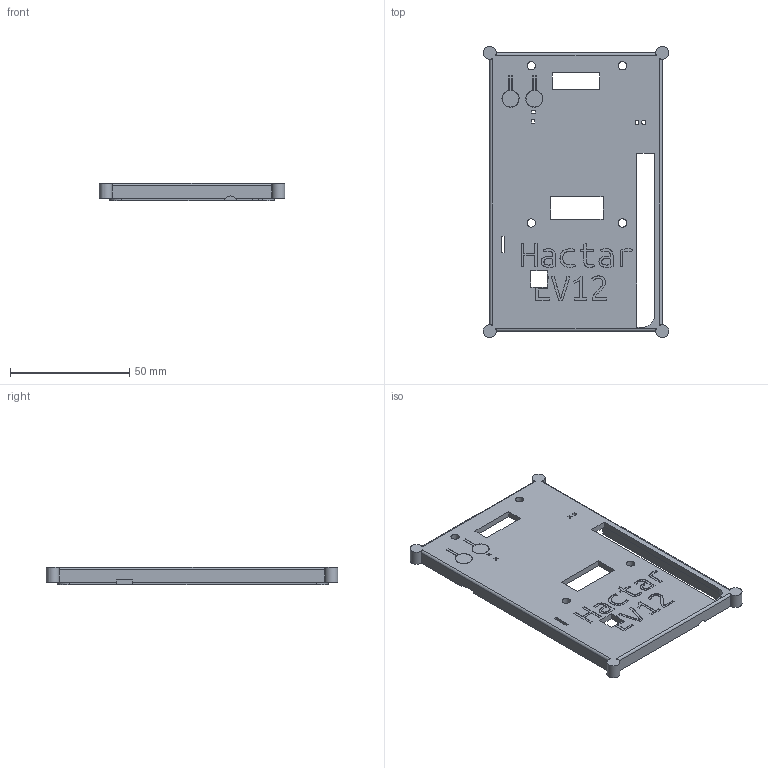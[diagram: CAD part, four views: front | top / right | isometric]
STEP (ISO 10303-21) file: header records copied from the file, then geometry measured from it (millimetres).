
FILE_DESCRIPTION(('FreeCAD Model'),'2;1');
FILE_NAME('Open CASCADE Shape Model','2025-06-18T15:25:20',(''),(''), 'Open CASCADE STEP processor 7.8','FreeCAD','Unknown');
FILE_SCHEMA(('AUTOMOTIVE_DESIGN { 1 0 10303 214 1 1 1 1 }'));
Length unit declared in the file: millimetre
Products named in the file (1): top
Bounding box: 78 x 122.5 x 7.2 mm (x, y, z)
Volume: 22722.9 mm3; surface area: 20991.5 mm2
Topology: 1 solids, 1 shells, 379 faces, 1089 edges, 728 vertices
Faces by surface type: plane 177, extrusion 149, cylinder 49, cone 4
Full cylindrical faces by diameter (mm): 1.9 x4, 3.5 x4
Entity records: 13688 total; most frequent: CARTESIAN_POINT 4155, ORIENTED_EDGE 2178, DIRECTION 1503, EDGE_CURVE 1089, VECTOR 819, VERTEX_POINT 728, LINE 670, B_SPLINE_CURVE_WITH_KNOTS 457
